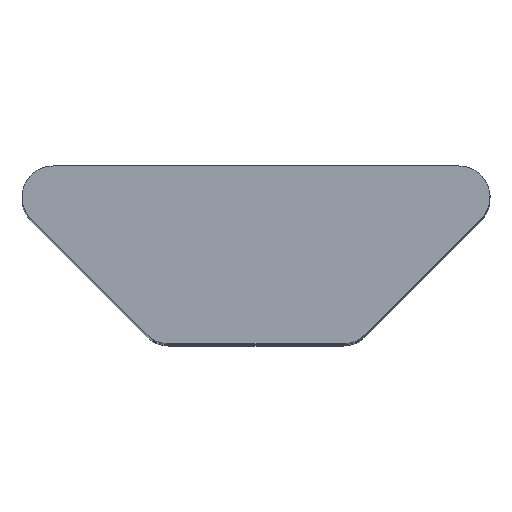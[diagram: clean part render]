
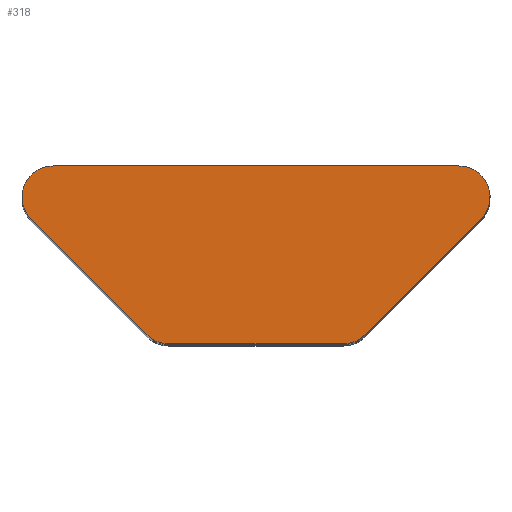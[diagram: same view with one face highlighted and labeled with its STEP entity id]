
A CAD part, top view. The second image highlights one B-rep face of the part: STEP entity #318.
In plain terms, the highlighted planar face has unit normal (0, 0, 1).
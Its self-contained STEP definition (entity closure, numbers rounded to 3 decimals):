
#30=PLANE('',#363);
#32=CIRCLE('',#340,0.7);
#35=CIRCLE('',#344,0.7);
#42=CIRCLE('',#355,0.7);
#45=CIRCLE('',#362,0.7);
#61=LINE('',#544,#81);
#65=LINE('',#555,#85);
#66=LINE('',#558,#86);
#69=LINE('',#564,#89);
#81=VECTOR('',#416,1000.);
#85=VECTOR('',#428,1000.);
#86=VECTOR('',#433,1000.);
#89=VECTOR('',#438,1000.);
#140=ORIENTED_EDGE('',*,*,#198,.T.);
#141=ORIENTED_EDGE('',*,*,#202,.T.);
#142=ORIENTED_EDGE('',*,*,#204,.T.);
#143=ORIENTED_EDGE('',*,*,#176,.T.);
#144=ORIENTED_EDGE('',*,*,#206,.T.);
#145=ORIENTED_EDGE('',*,*,#188,.T.);
#146=ORIENTED_EDGE('',*,*,#209,.T.);
#147=ORIENTED_EDGE('',*,*,#211,.T.);
#176=EDGE_CURVE('',#219,#218,#32,.T.);
#188=EDGE_CURVE('',#231,#230,#35,.T.);
#198=EDGE_CURVE('',#237,#236,#61,.T.);
#202=EDGE_CURVE('',#236,#239,#42,.T.);
#204=EDGE_CURVE('',#239,#219,#65,.T.);
#206=EDGE_CURVE('',#218,#231,#66,.T.);
#209=EDGE_CURVE('',#230,#241,#69,.T.);
#211=EDGE_CURVE('',#241,#237,#45,.T.);
#218=VERTEX_POINT('',#481);
#219=VERTEX_POINT('',#483);
#230=VERTEX_POINT('',#524);
#231=VERTEX_POINT('',#526);
#236=VERTEX_POINT('',#543);
#237=VERTEX_POINT('',#545);
#239=VERTEX_POINT('',#551);
#241=VERTEX_POINT('',#563);
#262=EDGE_LOOP('',(#140,#141,#142,#143,#144,#145,#146,#147));
#288=FACE_BOUND('',#262,.T.);
#318=ADVANCED_FACE('',(#288),#30,.T.);
#340=AXIS2_PLACEMENT_3D('',#482,#380,#381);
#344=AXIS2_PLACEMENT_3D('',#525,#394,#395);
#355=AXIS2_PLACEMENT_3D('',#552,#423,#424);
#362=AXIS2_PLACEMENT_3D('',#567,#443,#444);
#363=AXIS2_PLACEMENT_3D('',#568,#445,#446);
#380=DIRECTION('',(0.,0.,1.));
#381=DIRECTION('',(1.,0.,0.));
#394=DIRECTION('',(0.,0.,1.));
#395=DIRECTION('',(1.,0.,0.));
#416=DIRECTION('',(-1.,0.,0.));
#423=DIRECTION('',(0.,0.,1.));
#424=DIRECTION('',(1.,0.,0.));
#428=DIRECTION('',(0.707,-0.707,0.));
#433=DIRECTION('',(1.,0.,0.));
#438=DIRECTION('',(0.707,0.707,0.));
#443=DIRECTION('',(0.,0.,1.));
#444=DIRECTION('',(1.,0.,0.));
#445=DIRECTION('',(0.,0.,1.));
#446=DIRECTION('',(1.,0.,0.));
#481=CARTESIAN_POINT('',(-1.96,0.,13.5));
#482=CARTESIAN_POINT('',(-1.96,0.7,13.5));
#483=CARTESIAN_POINT('',(-2.455,0.205,13.5));
#524=CARTESIAN_POINT('',(2.455,0.205,13.5));
#525=CARTESIAN_POINT('',(1.96,0.7,13.5));
#526=CARTESIAN_POINT('',(1.96,0.,13.5));
#543=CARTESIAN_POINT('',(-4.56,4.,13.5));
#544=CARTESIAN_POINT('',(4.56,4.,13.5));
#545=CARTESIAN_POINT('',(4.56,4.,13.5));
#551=CARTESIAN_POINT('',(-5.055,2.805,13.5));
#552=CARTESIAN_POINT('',(-4.56,3.3,13.5));
#555=CARTESIAN_POINT('',(-5.055,2.805,13.5));
#558=CARTESIAN_POINT('',(-1.96,0.,13.5));
#563=CARTESIAN_POINT('',(5.055,2.805,13.5));
#564=CARTESIAN_POINT('',(2.455,0.205,13.5));
#567=CARTESIAN_POINT('',(4.56,3.3,13.5));
#568=CARTESIAN_POINT('',(-4.56,3.3,13.5));
